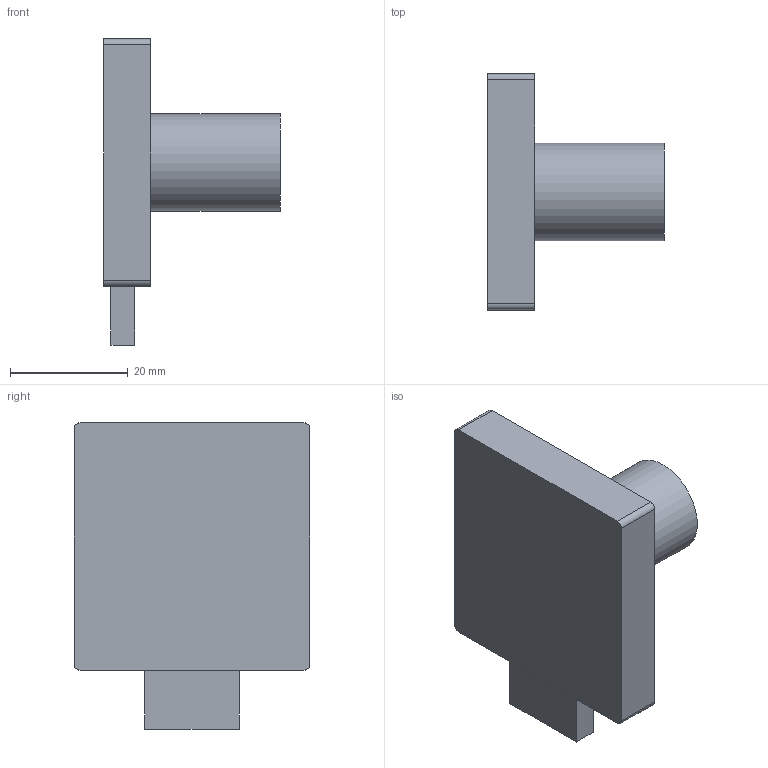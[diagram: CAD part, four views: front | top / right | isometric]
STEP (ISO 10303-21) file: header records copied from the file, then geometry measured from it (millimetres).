
FILE_DESCRIPTION(('FreeCAD Model'),'2;1');
FILE_NAME('cabinet_lock_40x42mm.step','2015-08-20T21:37:43',('Author'),(''), 'Open CASCADE STEP processor 6.8','FreeCAD','Unknown');
FILE_SCHEMA(('AUTOMOTIVE_DESIGN_CC2 { 1 2 10303 214 -1 1 5 4 }'));
Length unit declared in the file: millimetre
Products named in the file (1): Fillet
Bounding box: 30 x 40 x 52 mm (x, y, z)
Volume: 18777.3 mm3; surface area: 6196.9 mm2
Topology: 1 solids, 1 shells, 18 faces, 43 edges, 30 vertices
Faces by surface type: plane 13, cylinder 5
Full cylindrical faces by diameter (mm): 16.5 x1
Entity records: 1119 total; most frequent: CARTESIAN_POINT 204, DIRECTION 171, LINE 107, VECTOR 107, ORIENTED_EDGE 86, PCURVE 86, DEFINITIONAL_REPRESENTATION 86, EDGE_CURVE 43
